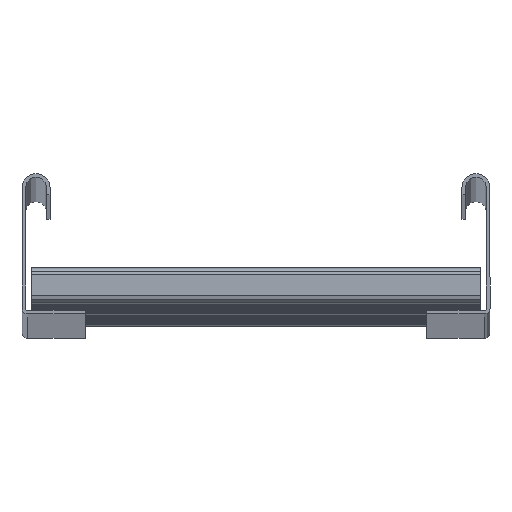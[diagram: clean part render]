
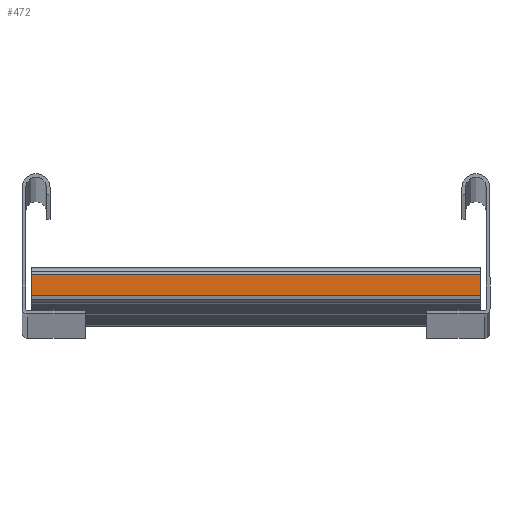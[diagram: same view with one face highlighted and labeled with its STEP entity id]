
A CAD part, top view. The second image highlights one B-rep face of the part: STEP entity #472.
In plain terms, the highlighted face is planar.
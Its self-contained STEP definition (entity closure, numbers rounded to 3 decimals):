
#71 = CARTESIAN_POINT ( 'NONE',  ( -15., 12., -96. ) ) ;
#141 = VERTEX_POINT ( 'NONE', #1646 ) ;
#153 = EDGE_CURVE ( 'NONE', #1586, #141, #1123, .T. ) ;
#221 = ORIENTED_EDGE ( 'NONE', *, *, #283, .F. ) ;
#259 = VECTOR ( 'NONE', #451, 1000. ) ;
#283 = EDGE_CURVE ( 'NONE', #1598, #1654, #1233, .T. ) ;
#287 = LINE ( 'NONE', #442, #259 ) ;
#301 = FACE_OUTER_BOUND ( 'NONE', #717, .T. ) ;
#395 = CARTESIAN_POINT ( 'NONE',  ( -15., 3., -96. ) ) ;
#398 = CARTESIAN_POINT ( 'NONE',  ( -15., 12., 96. ) ) ;
#442 = CARTESIAN_POINT ( 'NONE',  ( -15., 3., -96. ) ) ;
#451 = DIRECTION ( 'NONE',  ( 0., 0., -1. ) ) ;
#472 = ADVANCED_FACE ( 'NONE', ( #301 ), #1727, .F. ) ;
#488 = DIRECTION ( 'NONE',  ( 0., 0., 1. ) ) ;
#496 = CARTESIAN_POINT ( 'NONE',  ( -15., 12., -96. ) ) ;
#630 = AXIS2_PLACEMENT_3D ( 'NONE', #1102, #1104, #1430 ) ;
#717 = EDGE_LOOP ( 'NONE', ( #851, #221, #860, #1712 ) ) ;
#719 = VECTOR ( 'NONE', #488, 1000. ) ;
#851 = ORIENTED_EDGE ( 'NONE', *, *, #1298, .F. ) ;
#860 = ORIENTED_EDGE ( 'NONE', *, *, #1552, .F. ) ;
#875 = LINE ( 'NONE', #496, #719 ) ;
#904 = DIRECTION ( 'NONE',  ( 0., -1., 0. ) ) ;
#1015 = CARTESIAN_POINT ( 'NONE',  ( -15., 1.5, 96. ) ) ;
#1102 = CARTESIAN_POINT ( 'NONE',  ( -15., 3., -96. ) ) ;
#1104 = DIRECTION ( 'NONE',  ( 1., 0., 0. ) ) ;
#1118 = VECTOR ( 'NONE', #904, 1000. ) ;
#1123 = LINE ( 'NONE', #1015, #1118 ) ;
#1204 = VECTOR ( 'NONE', #1929, 1000. ) ;
#1233 = LINE ( 'NONE', #1247, #1204 ) ;
#1247 = CARTESIAN_POINT ( 'NONE',  ( -15., 13.5, -96. ) ) ;
#1298 = EDGE_CURVE ( 'NONE', #1654, #1586, #875, .T. ) ;
#1430 = DIRECTION ( 'NONE',  ( 0., 0., -1. ) ) ;
#1552 = EDGE_CURVE ( 'NONE', #141, #1598, #287, .T. ) ;
#1586 = VERTEX_POINT ( 'NONE', #398 ) ;
#1598 = VERTEX_POINT ( 'NONE', #395 ) ;
#1646 = CARTESIAN_POINT ( 'NONE',  ( -15., 3., 96. ) ) ;
#1654 = VERTEX_POINT ( 'NONE', #71 ) ;
#1712 = ORIENTED_EDGE ( 'NONE', *, *, #153, .F. ) ;
#1727 = PLANE ( 'NONE',  #630 ) ;
#1929 = DIRECTION ( 'NONE',  ( 0., 1., 0. ) ) ;
